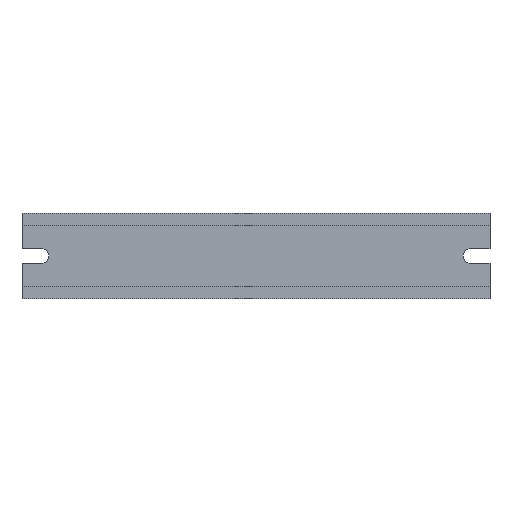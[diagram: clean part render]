
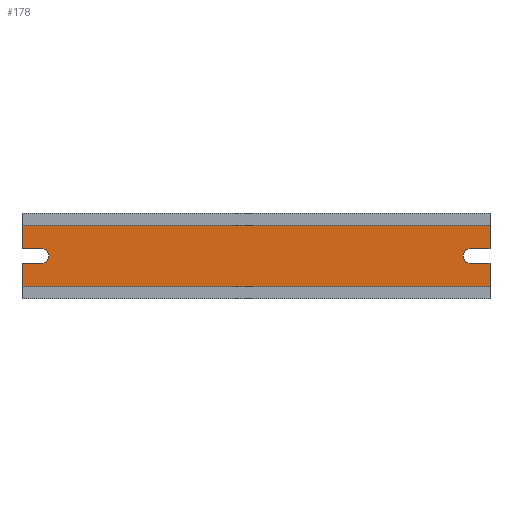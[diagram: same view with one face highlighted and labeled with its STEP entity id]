
A CAD part, top view. The second image highlights one B-rep face of the part: STEP entity #178.
In plain terms, the highlighted planar face has unit normal (0, 0, 1).
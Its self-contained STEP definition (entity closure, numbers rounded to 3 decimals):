
#9 = VECTOR ( 'NONE', #74, 1000. ) ;
#11 = LINE ( 'NONE', #206, #9 ) ;
#12 = VECTOR ( 'NONE', #169, 1000. ) ;
#16 = ORIENTED_EDGE ( 'NONE', *, *, #134, .F. ) ;
#20 = EDGE_CURVE ( 'NONE', #202, #253, #11, .T. ) ;
#21 = VERTEX_POINT ( 'NONE', #80 ) ;
#34 = DIRECTION ( 'NONE',  ( -1., 0., 0. ) ) ;
#36 = LINE ( 'NONE', #89, #401 ) ;
#57 = ORIENTED_EDGE ( 'NONE', *, *, #459, .F. ) ;
#58 = CARTESIAN_POINT ( 'NONE',  ( 95.5, -3., 1. ) ) ;
#68 = CARTESIAN_POINT ( 'NONE',  ( 87.5, 3., 1. ) ) ;
#74 = DIRECTION ( 'NONE',  ( 1., 0., 0. ) ) ;
#79 = CIRCLE ( 'NONE', #673, 3. ) ;
#80 = CARTESIAN_POINT ( 'NONE',  ( 95.5, -12.5, 1. ) ) ;
#87 = CARTESIAN_POINT ( 'NONE',  ( 87.5, -3., 1. ) ) ;
#89 = CARTESIAN_POINT ( 'NONE',  ( -95.5, -13.5, 1. ) ) ;
#92 = CIRCLE ( 'NONE', #510, 3. ) ;
#99 = DIRECTION ( 'NONE',  ( 1., 0., 0. ) ) ;
#100 = CARTESIAN_POINT ( 'NONE',  ( -95.5, 12.5, 1. ) ) ;
#104 = DIRECTION ( 'NONE',  ( 0., -1., 0. ) ) ;
#111 = CARTESIAN_POINT ( 'NONE',  ( 95.5, 12.5, 1. ) ) ;
#117 = CIRCLE ( 'NONE', #389, 3. ) ;
#126 = VECTOR ( 'NONE', #127, 1000. ) ;
#127 = DIRECTION ( 'NONE',  ( 1., 0., 0. ) ) ;
#134 = EDGE_CURVE ( 'NONE', #722, #520, #442, .T. ) ;
#145 = DIRECTION ( 'NONE',  ( 0., 0., 1. ) ) ;
#151 = ORIENTED_EDGE ( 'NONE', *, *, #751, .T. ) ;
#152 = LINE ( 'NONE', #380, #422 ) ;
#156 = ORIENTED_EDGE ( 'NONE', *, *, #692, .F. ) ;
#164 = EDGE_CURVE ( 'NONE', #590, #651, #622, .T. ) ;
#169 = DIRECTION ( 'NONE',  ( -1., 0., 0. ) ) ;
#178 = ADVANCED_FACE ( 'NONE', ( #211 ), #694, .T. ) ;
#197 = LINE ( 'NONE', #650, #126 ) ;
#202 = VERTEX_POINT ( 'NONE', #87 ) ;
#206 = CARTESIAN_POINT ( 'NONE',  ( 95.5, -3., 1. ) ) ;
#211 = FACE_OUTER_BOUND ( 'NONE', #316, .T. ) ;
#226 = CARTESIAN_POINT ( 'NONE',  ( -87.5, -3., 1. ) ) ;
#228 = VERTEX_POINT ( 'NONE', #100 ) ;
#231 = ORIENTED_EDGE ( 'NONE', *, *, #655, .F. ) ;
#253 = VERTEX_POINT ( 'NONE', #58 ) ;
#261 = CARTESIAN_POINT ( 'NONE',  ( -87.5, 3., 1. ) ) ;
#264 = CARTESIAN_POINT ( 'NONE',  ( 95.5, 12.5, 1. ) ) ;
#291 = VERTEX_POINT ( 'NONE', #475 ) ;
#305 = DIRECTION ( 'NONE',  ( -1., 0., 0. ) ) ;
#315 = VECTOR ( 'NONE', #759, 1000. ) ;
#316 = EDGE_LOOP ( 'NONE', ( #588, #581, #16, #688, #151, #231, #57, #156, #570, #735, #346, #335, #354 ) ) ;
#322 = CARTESIAN_POINT ( 'NONE',  ( -95.5, -3., 1. ) ) ;
#335 = ORIENTED_EDGE ( 'NONE', *, *, #756, .F. ) ;
#344 = CARTESIAN_POINT ( 'NONE',  ( 95.5, -12.5, 1. ) ) ;
#346 = ORIENTED_EDGE ( 'NONE', *, *, #164, .F. ) ;
#354 = ORIENTED_EDGE ( 'NONE', *, *, #545, .T. ) ;
#380 = CARTESIAN_POINT ( 'NONE',  ( 95.5, -13.5, 1. ) ) ;
#384 = DIRECTION ( 'NONE',  ( 0., 1., 0. ) ) ;
#389 = AXIS2_PLACEMENT_3D ( 'NONE', #526, #693, #763 ) ;
#401 = VECTOR ( 'NONE', #562, 1000. ) ;
#406 = LINE ( 'NONE', #344, #315 ) ;
#418 = DIRECTION ( 'NONE',  ( 0., 1., 0. ) ) ;
#422 = VECTOR ( 'NONE', #384, 1000. ) ;
#423 = LINE ( 'NONE', #719, #607 ) ;
#436 = CARTESIAN_POINT ( 'NONE',  ( 87.5, 0., 1. ) ) ;
#440 = EDGE_CURVE ( 'NONE', #722, #593, #423, .T. ) ;
#441 = CARTESIAN_POINT ( 'NONE',  ( -95.5, -12.5, 1. ) ) ;
#442 = LINE ( 'NONE', #512, #571 ) ;
#453 = CARTESIAN_POINT ( 'NONE',  ( -95.5, -13.5, 1. ) ) ;
#459 = EDGE_CURVE ( 'NONE', #291, #504, #728, .T. ) ;
#473 = VECTOR ( 'NONE', #305, 1000. ) ;
#475 = CARTESIAN_POINT ( 'NONE',  ( -87.5, 3., 1. ) ) ;
#498 = CARTESIAN_POINT ( 'NONE',  ( -87.5, 0., 1. ) ) ;
#504 = VERTEX_POINT ( 'NONE', #602 ) ;
#505 = DIRECTION ( 'NONE',  ( -1., 0., 0. ) ) ;
#510 = AXIS2_PLACEMENT_3D ( 'NONE', #436, #615, #505 ) ;
#512 = CARTESIAN_POINT ( 'NONE',  ( 87.5, 3., 1. ) ) ;
#514 = CARTESIAN_POINT ( 'NONE',  ( 95.5, 3., 1. ) ) ;
#517 = EDGE_CURVE ( 'NONE', #651, #684, #197, .T. ) ;
#520 = VERTEX_POINT ( 'NONE', #68 ) ;
#521 = CARTESIAN_POINT ( 'NONE',  ( -84.5, 0., 1. ) ) ;
#526 = CARTESIAN_POINT ( 'NONE',  ( -87.5, 0., 1. ) ) ;
#545 = EDGE_CURVE ( 'NONE', #21, #253, #152, .T. ) ;
#562 = DIRECTION ( 'NONE',  ( 0., 1., 0. ) ) ;
#570 = ORIENTED_EDGE ( 'NONE', *, *, #608, .F. ) ;
#571 = VECTOR ( 'NONE', #34, 1000. ) ;
#581 = ORIENTED_EDGE ( 'NONE', *, *, #646, .F. ) ;
#588 = ORIENTED_EDGE ( 'NONE', *, *, #20, .F. ) ;
#590 = VERTEX_POINT ( 'NONE', #441 ) ;
#592 = VECTOR ( 'NONE', #750, 1000. ) ;
#593 = VERTEX_POINT ( 'NONE', #264 ) ;
#601 = LINE ( 'NONE', #111, #12 ) ;
#602 = CARTESIAN_POINT ( 'NONE',  ( -95.5, 3., 1. ) ) ;
#607 = VECTOR ( 'NONE', #418, 1000. ) ;
#608 = EDGE_CURVE ( 'NONE', #684, #705, #79, .T. ) ;
#615 = DIRECTION ( 'NONE',  ( 0., 0., 1. ) ) ;
#622 = LINE ( 'NONE', #453, #592 ) ;
#628 = DIRECTION ( 'NONE',  ( 0., 0., 1. ) ) ;
#646 = EDGE_CURVE ( 'NONE', #520, #202, #92, .T. ) ;
#650 = CARTESIAN_POINT ( 'NONE',  ( -95.5, -3., 1. ) ) ;
#651 = VERTEX_POINT ( 'NONE', #322 ) ;
#655 = EDGE_CURVE ( 'NONE', #504, #228, #36, .T. ) ;
#673 = AXIS2_PLACEMENT_3D ( 'NONE', #498, #145, #99 ) ;
#684 = VERTEX_POINT ( 'NONE', #226 ) ;
#688 = ORIENTED_EDGE ( 'NONE', *, *, #440, .T. ) ;
#692 = EDGE_CURVE ( 'NONE', #705, #291, #117, .T. ) ;
#693 = DIRECTION ( 'NONE',  ( 0., 0., 1. ) ) ;
#694 = PLANE ( 'NONE',  #696 ) ;
#696 = AXIS2_PLACEMENT_3D ( 'NONE', #742, #628, #104 ) ;
#705 = VERTEX_POINT ( 'NONE', #521 ) ;
#719 = CARTESIAN_POINT ( 'NONE',  ( 95.5, -13.5, 1. ) ) ;
#722 = VERTEX_POINT ( 'NONE', #514 ) ;
#728 = LINE ( 'NONE', #261, #473 ) ;
#735 = ORIENTED_EDGE ( 'NONE', *, *, #517, .F. ) ;
#742 = CARTESIAN_POINT ( 'NONE',  ( 95.5, -13.5, 1. ) ) ;
#750 = DIRECTION ( 'NONE',  ( 0., 1., 0. ) ) ;
#751 = EDGE_CURVE ( 'NONE', #593, #228, #601, .T. ) ;
#756 = EDGE_CURVE ( 'NONE', #21, #590, #406, .T. ) ;
#759 = DIRECTION ( 'NONE',  ( -1., 0., 0. ) ) ;
#763 = DIRECTION ( 'NONE',  ( 1., 0., 0. ) ) ;
